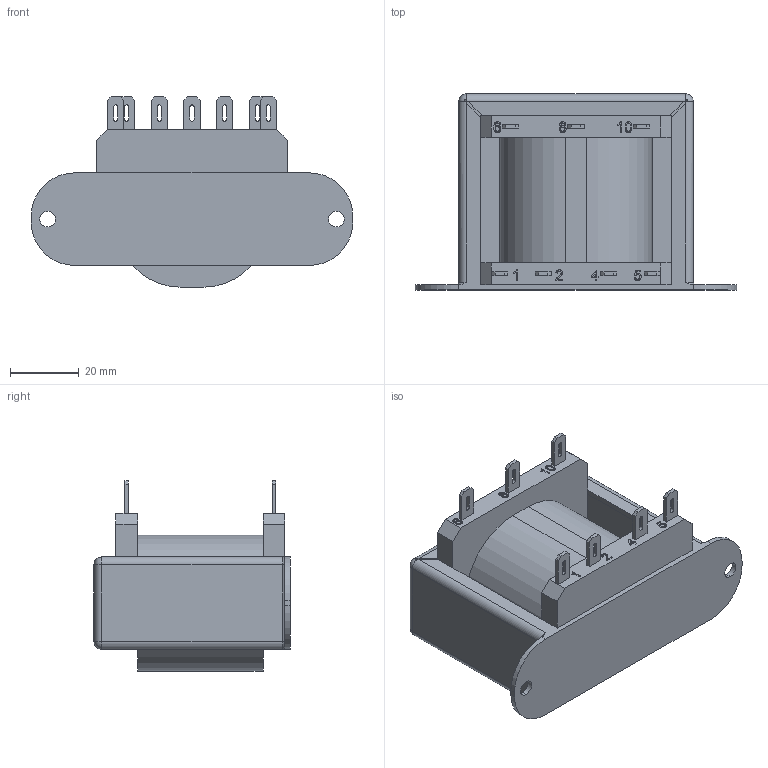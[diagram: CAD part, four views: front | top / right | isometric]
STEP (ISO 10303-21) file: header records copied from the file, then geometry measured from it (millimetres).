
FILE_DESCRIPTION (( 'STEP AP214' ), '1' );
FILE_NAME ('AA097A2A-2D73-49AB-8B40-E9F69229037A.STEP', '2009-04-10T23:55:59', ( 'SysAdmin' ), ( 'SolidWorks' ), 'SwSTEP 2.0', 'SolidWorks 2009', '' );
FILE_SCHEMA (( 'AUTOMOTIVE_DESIGN' ));
Length unit declared in the file: inch
Products named in the file (1): AA097A2A-2D73-49AB-8B40-E9F69229037A
Bounding box: 93.73 x 57.15 x 55.5 mm (x, y, z)
Volume: 95216.2 mm3; surface area: 29856.9 mm2
Topology: 1 solids, 1 shells, 290 faces, 787 edges, 506 vertices
Faces by surface type: plane 160, bspline 63, cylinder 54, sphere 9, torus 4
Entity records: 15297 total; most frequent: CARTESIAN_POINT 5497, ORIENTED_EDGE 1556, DIRECTION 1201, EDGE_CURVE 778, LINE 525, VECTOR 525, VERTEX_POINT 506, AXIS2_PLACEMENT_3D 338
